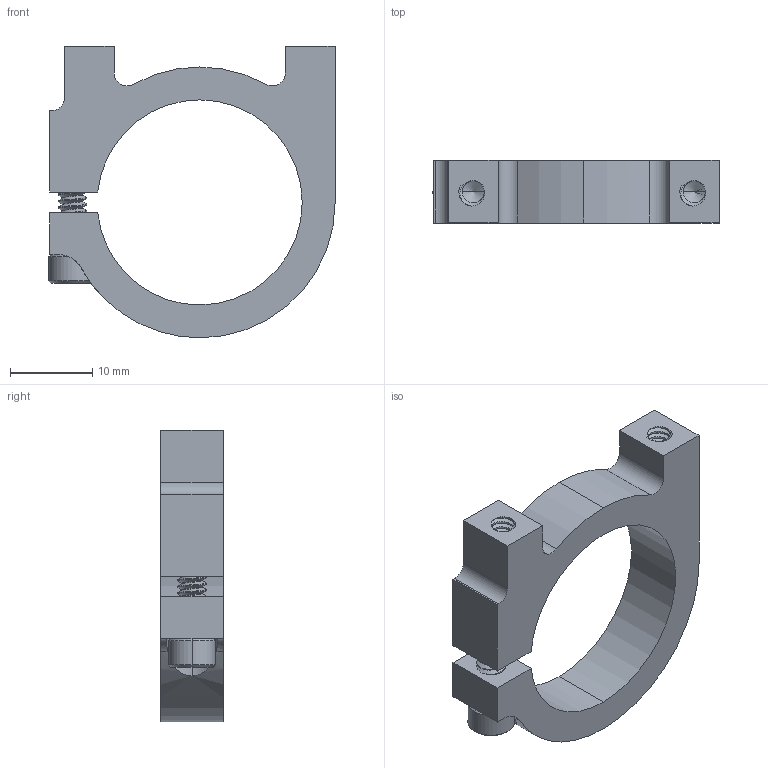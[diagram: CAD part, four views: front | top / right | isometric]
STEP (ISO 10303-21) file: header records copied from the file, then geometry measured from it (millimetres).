
FILE_DESCRIPTION (( 'STEP AP203' ), '1' );
FILE_NAME ('585716 assembly.STEP', '2016-08-23T20:36:27', ( '' ), ( '' ), 'SwSTEP 2.0', 'SolidWorks 2014', '' );
FILE_SCHEMA (( 'CONFIG_CONTROL_DESIGN' ));
Length unit declared in the file: inch
Products named in the file (3): 632114_90128A121; 585716; 585716 assembly
Assembly tree (2 placements, depth 2):
  585716 assembly
    585716
    632114_90128A121
Bounding box: 34.9 x 7.62 x 35.56 mm (x, y, z)
Volume: 3811.1 mm3; surface area: 3446.5 mm2
Topology: 2 solids, 2 shells, 256 faces, 728 edges, 475 vertices
Faces by surface type: cylinder 200, plane 26, cone 22, bspline 8
Entity records: 14051 total; most frequent: CARTESIAN_POINT 8221, ORIENTED_EDGE 1444, DIRECTION 910, EDGE_CURVE 722, VERTEX_POINT 475, AXIS2_PLACEMENT_3D 325, EDGE_LOOP 263, LINE 260
